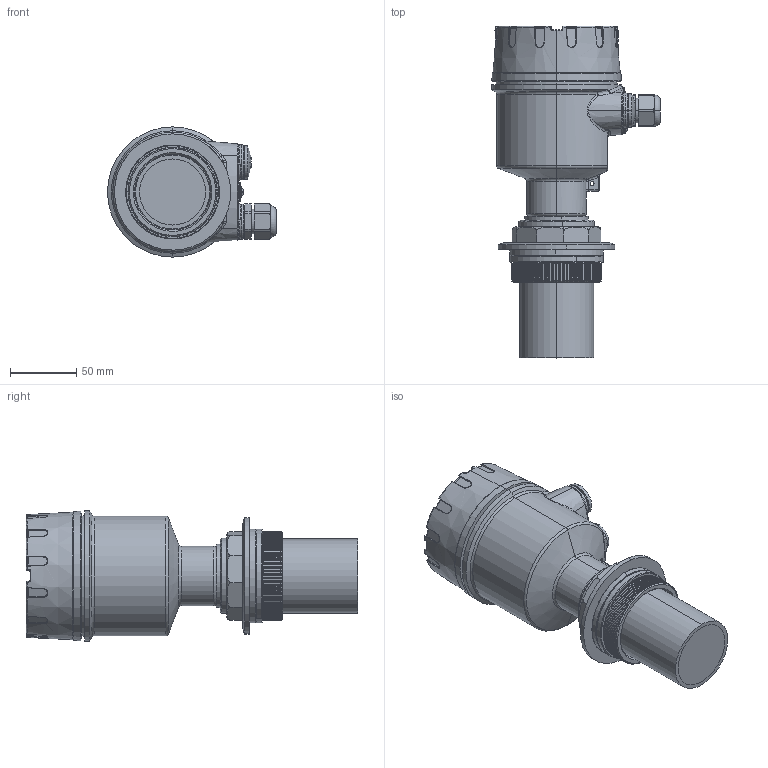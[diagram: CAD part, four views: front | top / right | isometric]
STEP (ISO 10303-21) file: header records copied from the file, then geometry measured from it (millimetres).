
FILE_DESCRIPTION (( 'STEP AP214' ), '1' );
FILE_NAME ('Ñáîðêà SONIC-1 EKF.STEP', '2024-03-27T06:51:33', ( '' ), ( '' ), 'SwSTEP 2.0', 'SolidWorks 2021', '' );
FILE_SCHEMA (( 'AUTOMOTIVE_DESIGN' ));
Length unit declared in the file: millimetre
Products named in the file (10): 櫻蠉錪5_00; 櫻蠉錪3_00; 櫻蠉錪2_00; 櫻蠉錪8_00; 櫻蠉錪4_00; 櫻蠉錪6_00; 櫻蠉錪7_00; 櫻蠉錪9_00; 栖闉罻 SONIC-1 EKF; 櫻蠉錪1_00
Assembly tree (11 placements, depth 2):
  栖闉罻 SONIC-1 EKF
    櫻蠉錪1_00
    櫻蠉錪2_00
    櫻蠉錪3_00
    櫻蠉錪4_00
    櫻蠉錪5_00
    櫻蠉錪6_00  x2
    櫻蠉錪7_00  x2
    櫻蠉錪8_00
    櫻蠉錪9_00
Bounding box: 127.85 x 251.07 x 98.5 mm (x, y, z)
Volume: 849790.9 mm3; surface area: 179645.4 mm2
Topology: 22 solids, 22 shells, 1521 faces, 3948 edges, 2505 vertices
Faces by surface type: plane 748, bspline 293, cylinder 277, torus 113, cone 63, sphere 27
Entity records: 59090 total; most frequent: CARTESIAN_POINT 20789, ORIENTED_EDGE 7704, DIRECTION 5967, EDGE_CURVE 3852, VERTEX_POINT 2449, AXIS2_PLACEMENT_3D 2271, EDGE_LOOP 1539, FACE_OUTER_BOUND 1484
